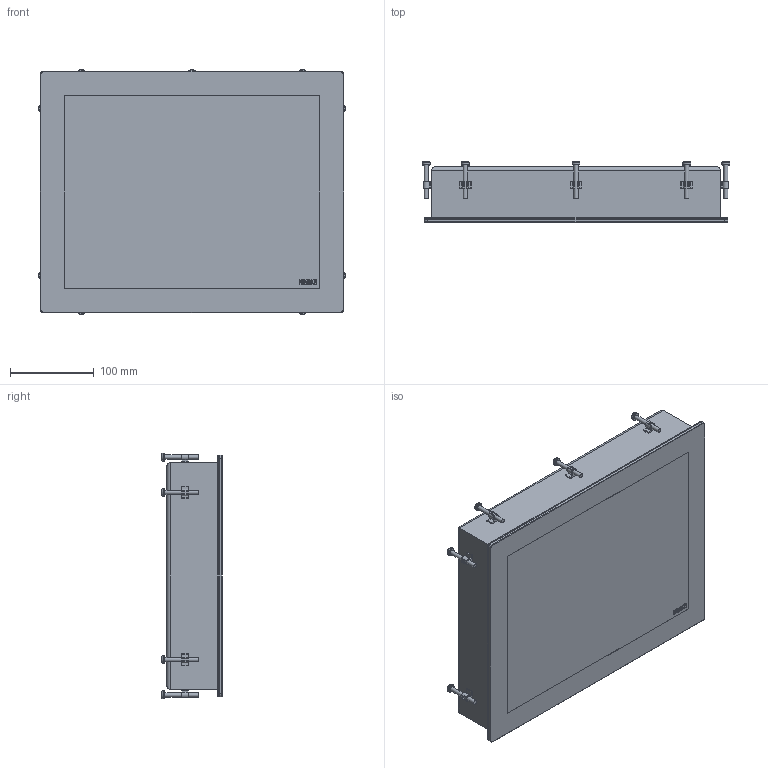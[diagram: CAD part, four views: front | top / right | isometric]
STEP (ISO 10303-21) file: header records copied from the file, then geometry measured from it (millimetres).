
FILE_DESCRIPTION( ( 'Unknown' ), '1' );
FILE_NAME( 'N150KG 3d.stp', 'Unknown', ( 'Unknown' ), ( 'Unknown' ), 'PSStep 16.0.42', 'Unknown', ' ' );
FILE_SCHEMA( ( 'AUTOMOTIVE_DESIGN { 1 0 10303 214 1 1 1 1 }' ) );
Length unit declared in the file: millimetre
Products named in the file (3): Assem1; 0901124asm; N150K(G)E 3d-model
Assembly tree (10 placements, depth 2):
  Assem1
    0901124asm  x9
    N150K(G)E 3d-model
Bounding box: 368.1 x 72.2 x 294.1 mm (x, y, z)
Volume: 5849828.1 mm3; surface area: 306957.5 mm2
Topology: 10 solids, 17 shells, 1164 faces, 3049 edges, 2008 vertices
Faces by surface type: plane 750, cylinder 272, extrusion 116, torus 18, cone 8
Full cylindrical faces by diameter (mm): 2 x7, 5 x9, 9.5 x9
Entity records: 24090 total; most frequent: CARTESIAN_POINT 7960, ORIENTED_EDGE 2644, DIRECTION 1763, EDGE_CURVE 1322, VERTEX_POINT 886, B_SPLINE_CURVE_WITH_KNOTS 784, VECTOR 663, EDGE_LOOP 642
